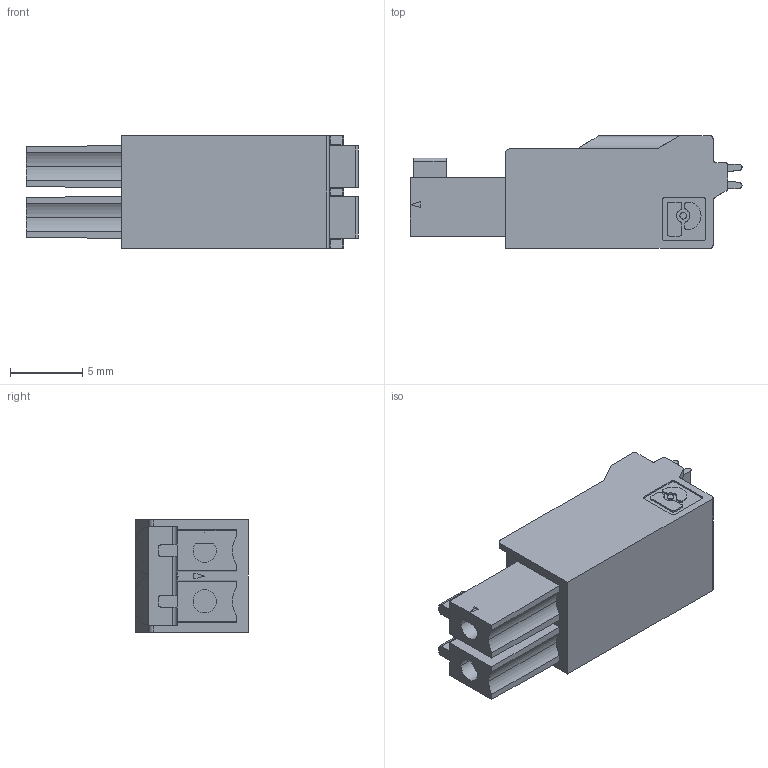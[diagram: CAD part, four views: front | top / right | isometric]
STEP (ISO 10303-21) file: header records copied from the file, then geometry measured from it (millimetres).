
FILE_DESCRIPTION(('SolidDesigner STEP Export'),'2;1');
FILE_NAME('fmc_1.5-2-st-3.5.stp','2003-03-21T17:15:06',(''),(''),'OneSpaceDesigner STEP processor Version: 9.0 (March 2001)for AP214(CD)(Solid Model)','CoCreate OneSpaceDesigner: 11.50A 18-Jul-2002(C) CoCreate Software GmbH','');
FILE_SCHEMA(('AUTOMOTIVE_DESIGN_CC2 {1 2 10303 214 -1 1 5 1}'));
Length unit declared in the file: millimetre
Products named in the file (2): fmc_1.5-2-st-3.5
Assembly tree (1 placements, depth 2):
  fmc_1.5-2-st-3.5
    fmc_1.5-2-st-3.5
Bounding box: 22.9 x 7.75 x 7.75 mm (x, y, z)
Volume: 900.3 mm3; surface area: 925.9 mm2
Topology: 1 solids, 1 shells, 222 faces, 601 edges, 392 vertices
Faces by surface type: plane 130, cylinder 80, cone 8, torus 4
Entity records: 8516 total; most frequent: ORIENTED_EDGE 1202, CARTESIAN_POINT 1159, DIRECTION 1121, EDGE_CURVE 601, VECTOR 413, LINE 413, VERTEX_POINT 392, AXIS2_PLACEMENT_3D 354
